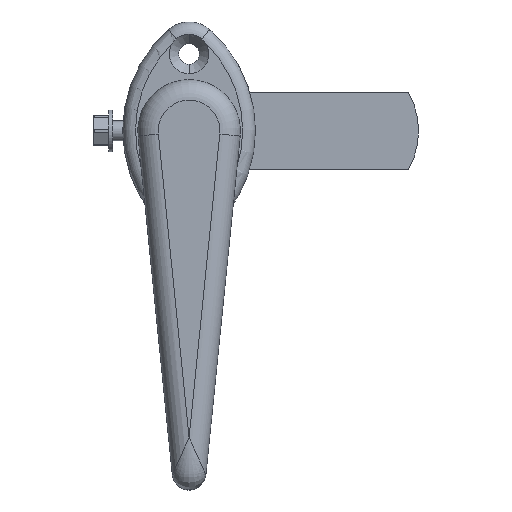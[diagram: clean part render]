
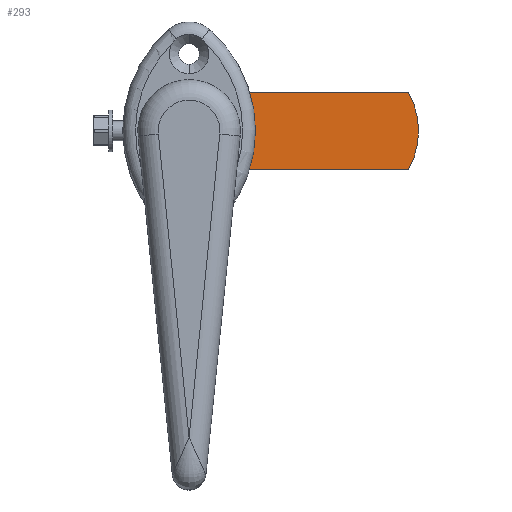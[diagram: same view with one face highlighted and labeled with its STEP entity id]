
A CAD part, front view. The second image highlights one B-rep face of the part: STEP entity #293.
In plain terms, the highlighted planar face has unit normal (0, -1, 0).
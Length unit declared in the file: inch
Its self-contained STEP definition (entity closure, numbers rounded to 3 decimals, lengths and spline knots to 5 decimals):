
#129=CARTESIAN_POINT('',(2.13779,2.94424,-0.37598));
#130=VERTEX_POINT('',#129);
#137=CARTESIAN_POINT('',(2.13779,2.94424,-1.12401));
#138=VERTEX_POINT('',#137);
#139=CARTESIAN_POINT('',(1.47637,2.94424,-0.75));
#140=DIRECTION('',(0.0,-1.0,0.0));
#141=DIRECTION('',(1.0,0.0,0.0));
#142=AXIS2_PLACEMENT_3D('',#139,#140,#141);
#143=CIRCLE('',#142,0.75984);
#144=EDGE_CURVE('',#138,#130,#143,.T.);
#161=CARTESIAN_POINT('',(-0.43307,2.94424,-1.12401));
#162=VERTEX_POINT('',#161);
#163=CARTESIAN_POINT('',(2.13779,2.94424,-1.12401));
#164=DIRECTION('',(-1.0,0.0,0.0));
#165=VECTOR('',#164,2.57086);
#166=LINE('',#163,#165);
#167=EDGE_CURVE('',#138,#162,#166,.T.);
#236=CARTESIAN_POINT('',(2.23621,2.94424,-1.12401));
#237=DIRECTION('',(0.0,-1.0,0.0));
#238=DIRECTION('',(0.0,0.0,-1.0));
#239=AXIS2_PLACEMENT_3D('',#236,#237,#238);
#240=PLANE('',#239);
#241=ORIENTED_EDGE('',*,*,#144,.T.);
#242=CARTESIAN_POINT('',(-0.43307,2.94424,-0.37598));
#243=VERTEX_POINT('',#242);
#244=CARTESIAN_POINT('',(2.13779,2.94424,-0.37598));
#245=DIRECTION('',(-1.0,0.0,0.0));
#246=VECTOR('',#245,2.57086);
#247=LINE('',#244,#246);
#248=EDGE_CURVE('',#130,#243,#247,.T.);
#249=ORIENTED_EDGE('',*,*,#248,.T.);
#250=CARTESIAN_POINT('',(-0.43307,2.94424,-1.12401));
#251=DIRECTION('',(0.0,0.0,1.0));
#252=VECTOR('',#251,0.74803);
#253=LINE('',#250,#252);
#254=EDGE_CURVE('',#162,#243,#253,.T.);
#255=ORIENTED_EDGE('',*,*,#254,.F.);
#256=ORIENTED_EDGE('',*,*,#167,.F.);
#257=EDGE_LOOP('',(#241,#249,#255,#256));
#258=FACE_OUTER_BOUND('',#257,.T.);
#259=CARTESIAN_POINT('',(-0.15748,2.94424,-0.59252));
#260=VERTEX_POINT('',#259);
#261=CARTESIAN_POINT('',(0.15748,2.94424,-0.59252));
#262=VERTEX_POINT('',#261);
#263=CARTESIAN_POINT('',(-0.15748,2.94424,-0.59252));
#264=DIRECTION('',(1.0,0.0,0.0));
#265=VECTOR('',#264,0.31496);
#266=LINE('',#263,#265);
#267=EDGE_CURVE('',#260,#262,#266,.T.);
#268=ORIENTED_EDGE('',*,*,#267,.T.);
#269=CARTESIAN_POINT('',(0.15748,2.94424,-0.90748));
#270=VERTEX_POINT('',#269);
#271=CARTESIAN_POINT('',(0.15748,2.94424,-0.59252));
#272=DIRECTION('',(0.0,0.0,-1.0));
#273=VECTOR('',#272,0.31496);
#274=LINE('',#271,#273);
#275=EDGE_CURVE('',#262,#270,#274,.T.);
#276=ORIENTED_EDGE('',*,*,#275,.T.);
#277=CARTESIAN_POINT('',(-0.15748,2.94424,-0.90748));
#278=VERTEX_POINT('',#277);
#279=CARTESIAN_POINT('',(0.15748,2.94424,-0.90748));
#280=DIRECTION('',(-1.0,0.0,0.0));
#281=VECTOR('',#280,0.31496);
#282=LINE('',#279,#281);
#283=EDGE_CURVE('',#270,#278,#282,.T.);
#284=ORIENTED_EDGE('',*,*,#283,.T.);
#285=CARTESIAN_POINT('',(-0.15748,2.94424,-0.90748));
#286=DIRECTION('',(0.0,0.0,1.0));
#287=VECTOR('',#286,0.31496);
#288=LINE('',#285,#287);
#289=EDGE_CURVE('',#278,#260,#288,.T.);
#290=ORIENTED_EDGE('',*,*,#289,.T.);
#291=EDGE_LOOP('',(#268,#276,#284,#290));
#292=FACE_BOUND('',#291,.T.);
#293=ADVANCED_FACE('',(#258,#292),#240,.T.);
